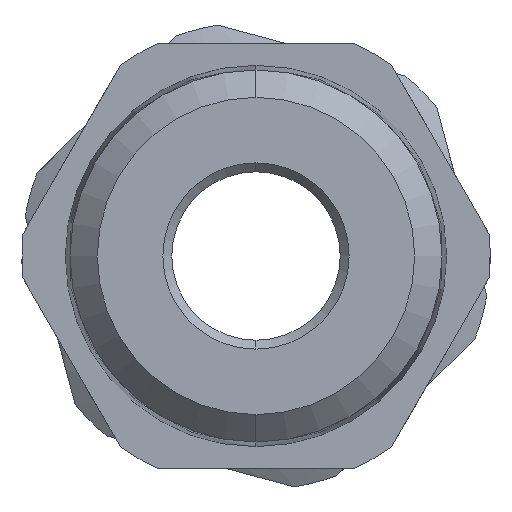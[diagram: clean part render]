
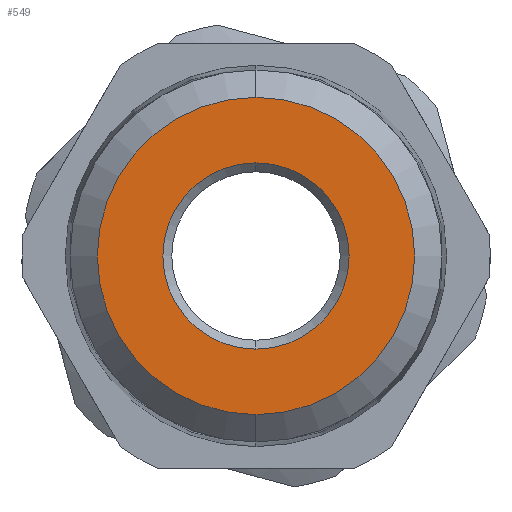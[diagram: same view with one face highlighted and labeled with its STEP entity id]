
A CAD part, left-side view. The second image highlights one B-rep face of the part: STEP entity #549.
In plain terms, the highlighted planar face has unit normal (-1, 0, 0).
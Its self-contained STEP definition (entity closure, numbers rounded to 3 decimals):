
#77 = CARTESIAN_POINT ( 'NONE',  ( 0., 0., 0. ) ) ;
#169 = CARTESIAN_POINT ( 'NONE',  ( 0., 0., -8.944 ) ) ;
#222 = EDGE_CURVE ( 'NONE', #1505, #1963, #497, .T. ) ;
#290 = EDGE_LOOP ( 'NONE', ( #1401, #2096 ) ) ;
#379 = PLANE ( 'NONE',  #706 ) ;
#391 = ORIENTED_EDGE ( 'NONE', *, *, #1709, .T. ) ;
#497 = CIRCLE ( 'NONE', #1200, 5.25 ) ;
#513 = CIRCLE ( 'NONE', #984, 8.944 ) ;
#549 = ADVANCED_FACE ( 'NONE', ( #1672, #1845 ), #379, .F. ) ;
#649 = VERTEX_POINT ( 'NONE', #169 ) ;
#706 = AXIS2_PLACEMENT_3D ( 'NONE', #77, #1935, #1261 ) ;
#734 = CIRCLE ( 'NONE', #2357, 8.944 ) ;
#832 = DIRECTION ( 'NONE',  ( 1., 0., 0. ) ) ;
#860 = EDGE_CURVE ( 'NONE', #1963, #1505, #1307, .T. ) ;
#984 = AXIS2_PLACEMENT_3D ( 'NONE', #1009, #1147, #1524 ) ;
#1009 = CARTESIAN_POINT ( 'NONE',  ( 0., 0., 0. ) ) ;
#1147 = DIRECTION ( 'NONE',  ( -1., 0., 0. ) ) ;
#1183 = CARTESIAN_POINT ( 'NONE',  ( 0., 0., 0. ) ) ;
#1200 = AXIS2_PLACEMENT_3D ( 'NONE', #1183, #2527, #2422 ) ;
#1261 = DIRECTION ( 'NONE',  ( 0., 0., -1. ) ) ;
#1293 = CARTESIAN_POINT ( 'NONE',  ( 0., 0., 8.944 ) ) ;
#1294 = DIRECTION ( 'NONE',  ( 0., 0., -1. ) ) ;
#1307 = CIRCLE ( 'NONE', #1580, 5.25 ) ;
#1331 = CARTESIAN_POINT ( 'NONE',  ( 0., 0., 5.25 ) ) ;
#1401 = ORIENTED_EDGE ( 'NONE', *, *, #222, .T. ) ;
#1505 = VERTEX_POINT ( 'NONE', #1331 ) ;
#1524 = DIRECTION ( 'NONE',  ( 0., 0., -1. ) ) ;
#1580 = AXIS2_PLACEMENT_3D ( 'NONE', #2026, #832, #1294 ) ;
#1594 = EDGE_LOOP ( 'NONE', ( #2185, #391 ) ) ;
#1672 = FACE_OUTER_BOUND ( 'NONE', #1594, .T. ) ;
#1709 = EDGE_CURVE ( 'NONE', #2700, #649, #734, .T. ) ;
#1845 = FACE_BOUND ( 'NONE', #290, .T. ) ;
#1935 = DIRECTION ( 'NONE',  ( 1., 0., 0. ) ) ;
#1963 = VERTEX_POINT ( 'NONE', #2175 ) ;
#2026 = CARTESIAN_POINT ( 'NONE',  ( 0., 0., 0. ) ) ;
#2096 = ORIENTED_EDGE ( 'NONE', *, *, #860, .T. ) ;
#2175 = CARTESIAN_POINT ( 'NONE',  ( 0., 0., -5.25 ) ) ;
#2185 = ORIENTED_EDGE ( 'NONE', *, *, #2399, .T. ) ;
#2357 = AXIS2_PLACEMENT_3D ( 'NONE', #2577, #2383, #2873 ) ;
#2383 = DIRECTION ( 'NONE',  ( -1., 0., 0. ) ) ;
#2399 = EDGE_CURVE ( 'NONE', #649, #2700, #513, .T. ) ;
#2422 = DIRECTION ( 'NONE',  ( 0., 0., -1. ) ) ;
#2527 = DIRECTION ( 'NONE',  ( 1., 0., 0. ) ) ;
#2577 = CARTESIAN_POINT ( 'NONE',  ( 0., 0., 0. ) ) ;
#2700 = VERTEX_POINT ( 'NONE', #1293 ) ;
#2873 = DIRECTION ( 'NONE',  ( 0., 0., -1. ) ) ;
